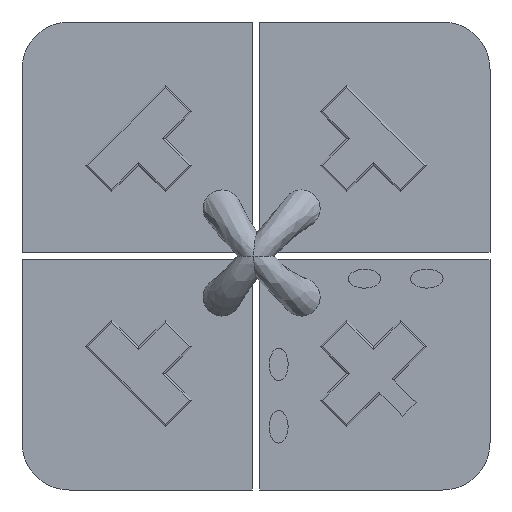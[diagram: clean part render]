
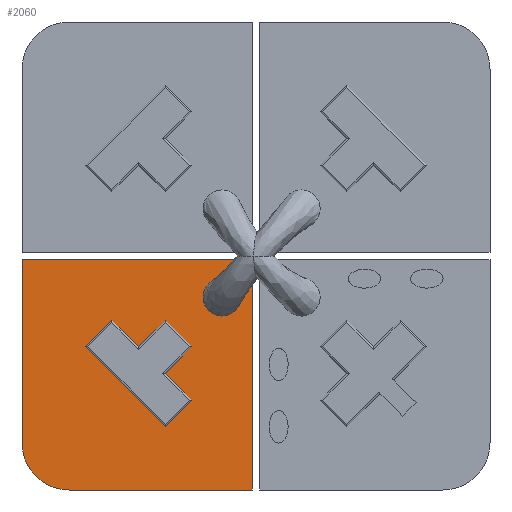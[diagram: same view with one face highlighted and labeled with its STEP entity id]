
A CAD part, front view. The second image highlights one B-rep face of the part: STEP entity #2060.
In plain terms, the highlighted planar face has unit normal (0, -1, 0).
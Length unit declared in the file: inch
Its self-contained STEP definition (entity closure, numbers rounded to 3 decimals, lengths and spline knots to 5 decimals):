
#257=FACE_OUTER_BOUND('',#386,.T.);
#386=EDGE_LOOP('',(#1740,#1741,#1742,#1743,#1744));
#426=CIRCLE('',#2243,0.125);
#591=LINE('',#4069,#784);
#595=LINE('',#4077,#788);
#599=LINE('',#4089,#792);
#602=LINE('',#4094,#795);
#784=VECTOR('',#2713,0.61);
#788=VECTOR('',#2719,0.485);
#792=VECTOR('',#2731,0.485);
#795=VECTOR('',#2736,0.61);
#961=VERTEX_POINT('',#4067);
#962=VERTEX_POINT('',#4068);
#965=VERTEX_POINT('',#4076);
#967=VERTEX_POINT('',#4082);
#969=VERTEX_POINT('',#4088);
#1224=EDGE_CURVE('',#961,#962,#591,.T.);
#1228=EDGE_CURVE('',#965,#961,#595,.T.);
#1231=EDGE_CURVE('',#967,#965,#426,.T.);
#1234=EDGE_CURVE('',#969,#967,#599,.T.);
#1237=EDGE_CURVE('',#962,#969,#602,.T.);
#1740=ORIENTED_EDGE('',*,*,#1237,.F.);
#1741=ORIENTED_EDGE('',*,*,#1224,.F.);
#1742=ORIENTED_EDGE('',*,*,#1228,.F.);
#1743=ORIENTED_EDGE('',*,*,#1231,.F.);
#1744=ORIENTED_EDGE('',*,*,#1234,.F.);
#1942=PLANE('',#2248);
#2060=ADVANCED_FACE('',(#257),#1942,.T.);
#2243=AXIS2_PLACEMENT_3D('',#4083,#2724,#2725);
#2248=AXIS2_PLACEMENT_3D('',#4097,#2740,#2741);
#2713=DIRECTION('',(1.,0.,0.));
#2719=DIRECTION('',(0.,0.,1.));
#2724=DIRECTION('center_axis',(0.,1.,0.));
#2725=DIRECTION('ref_axis',(0.,0.,-1.));
#2731=DIRECTION('',(-1.,0.,0.));
#2736=DIRECTION('',(0.,0.,-1.));
#2740=DIRECTION('center_axis',(0.,-1.,0.));
#2741=DIRECTION('ref_axis',(0.,0.,-1.));
#4067=CARTESIAN_POINT('',(-0.62,0.45,-0.01));
#4068=CARTESIAN_POINT('',(-0.01,0.45,-0.01));
#4069=CARTESIAN_POINT('',(-0.62,0.45,-0.01));
#4076=CARTESIAN_POINT('',(-0.62,0.45,-0.495));
#4077=CARTESIAN_POINT('',(-0.62,0.45,-0.495));
#4082=CARTESIAN_POINT('',(-0.495,0.45,-0.62));
#4083=CARTESIAN_POINT('Origin',(-0.495,0.45,-0.495));
#4088=CARTESIAN_POINT('',(-0.01,0.45,-0.62));
#4089=CARTESIAN_POINT('',(-0.01,0.45,-0.62));
#4094=CARTESIAN_POINT('',(-0.01,0.45,-0.01));
#4097=CARTESIAN_POINT('Origin',(-0.30207,0.45,-0.30207));
